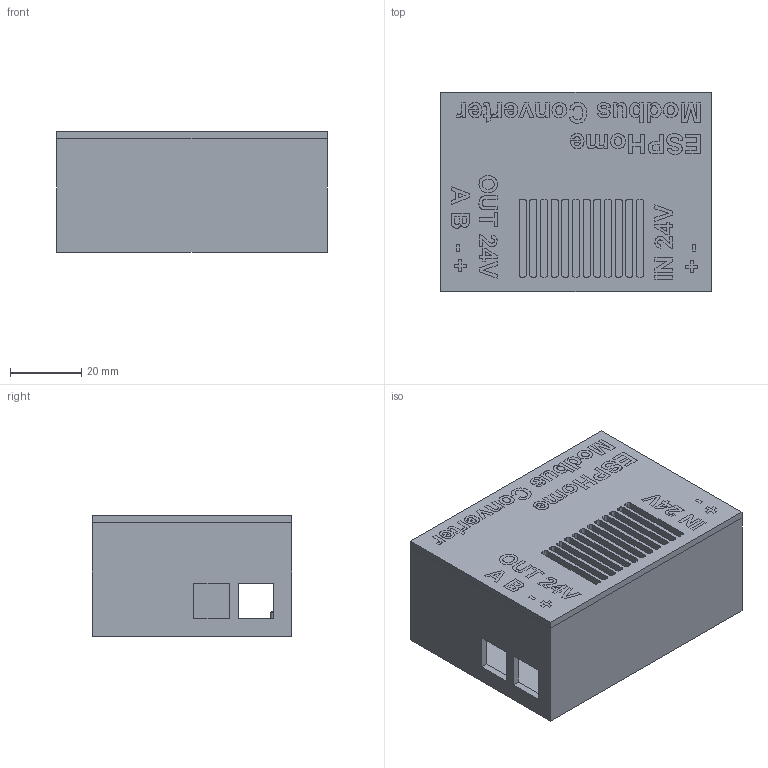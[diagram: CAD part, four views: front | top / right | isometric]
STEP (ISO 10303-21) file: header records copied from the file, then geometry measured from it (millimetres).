
FILE_DESCRIPTION(/* description */ ('','CAx-IF Rec.Pracs.---Representation and Presentation of Product Manufacturing Information (PMI)---4.0---2014-10-13'),/* implementation_level */ '2;1');
FILE_NAME(/* name */ 'ESPHome_Modbus_Converter_Case.step',/* time_stamp */ '2025-03-11T20:50:53+01:00',/* author */ (''),/* organization */ (''),/* preprocessor_version */ 'ST-DEVELOPER v20',/* originating_system */ 'Autodesk Translation Framework v13.20.0.188',/* authorisation */ '');
FILE_SCHEMA (('AP242_MANAGED_MODEL_BASED_3D_ENGINEERING_MIM_LF { 1 0 10303 442 1 1 4 }'));
Products named in the file (2): CaseWeather; Text
Assembly tree (1 placements, depth 2):
  CaseWeather
    Text
Bounding box: 76 x 56 x 34 mm (x, y, z)
Volume: 37221.4 mm3; surface area: 38605.5 mm2
Topology: 41 solids, 41 shells, 1581 faces, 4279 edges, 2852 vertices
Faces by surface type: plane 783, bspline 738, cylinder 56, cone 4
Full cylindrical faces by diameter (mm): 1.8 x2, 4 x4
Entity records: 56271 total; most frequent: CARTESIAN_POINT 21262, ORIENTED_EDGE 8558, DIRECTION 4613, EDGE_CURVE 4279, VERTEX_POINT 2852, LINE 2687, VECTOR 2687, EDGE_LOOP 1713
